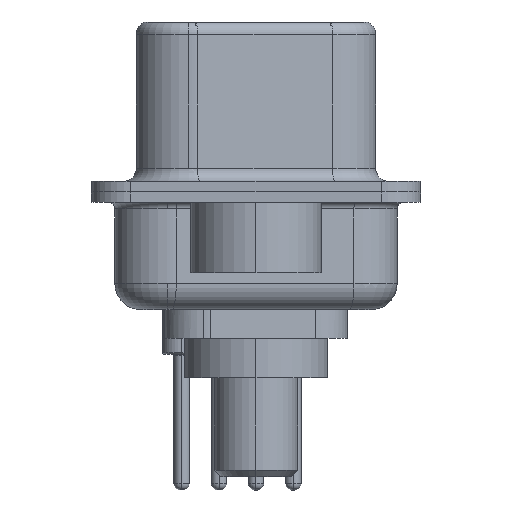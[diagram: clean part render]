
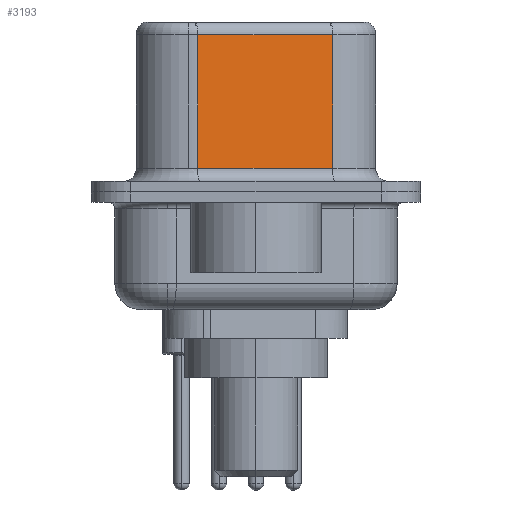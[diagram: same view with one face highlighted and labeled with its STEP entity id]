
A CAD part, left-side view. The second image highlights one B-rep face of the part: STEP entity #3193.
In plain terms, the highlighted planar face has unit normal (-0.985, -0.174, 0).
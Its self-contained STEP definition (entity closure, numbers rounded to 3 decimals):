
#64 = ORIENTED_EDGE ( 'NONE', *, *, #328, .F. ) ;
#262 = LINE ( 'NONE', #11088, #13778 ) ;
#286 = DIRECTION ( 'NONE',  ( -0.174, 0.985, 0. ) ) ;
#328 = EDGE_CURVE ( 'NONE', #19193, #2539, #7657, .T. ) ;
#1576 = DIRECTION ( 'NONE',  ( -0.174, 0.985, 0. ) ) ;
#2539 = VERTEX_POINT ( 'NONE', #4644 ) ;
#2906 = LINE ( 'NONE', #11375, #6960 ) ;
#3073 = CARTESIAN_POINT ( 'NONE',  ( 4.58, -2.927, 6.52 ) ) ;
#3193 = ADVANCED_FACE ( 'NONE', ( #4691 ), #19007, .F. ) ;
#4644 = CARTESIAN_POINT ( 'NONE',  ( 4.58, -2.927, 0.9 ) ) ;
#4691 = FACE_OUTER_BOUND ( 'NONE', #9391, .T. ) ;
#5194 = DIRECTION ( 'NONE',  ( 0.985, 0.174, 0. ) ) ;
#6960 = VECTOR ( 'NONE', #13149, 1000. ) ;
#7430 = DIRECTION ( 'NONE',  ( 0., 0., -1. ) ) ;
#7585 = DIRECTION ( 'NONE',  ( 0.174, -0.985, 0. ) ) ;
#7657 = LINE ( 'NONE', #3073, #11202 ) ;
#8886 = EDGE_CURVE ( 'NONE', #21918, #10673, #2906, .T. ) ;
#9391 = EDGE_LOOP ( 'NONE', ( #64, #11877, #14537, #14563 ) ) ;
#10673 = VERTEX_POINT ( 'NONE', #17293 ) ;
#10793 = CARTESIAN_POINT ( 'NONE',  ( 4.58, -2.927, 6.02 ) ) ;
#11011 = EDGE_CURVE ( 'NONE', #10673, #2539, #262, .T. ) ;
#11088 = CARTESIAN_POINT ( 'NONE',  ( 4.58, -2.927, 0.9 ) ) ;
#11133 = CARTESIAN_POINT ( 'NONE',  ( 3.67, 2.233, 6.02 ) ) ;
#11202 = VECTOR ( 'NONE', #7430, 1000. ) ;
#11375 = CARTESIAN_POINT ( 'NONE',  ( 3.67, 2.233, 6.52 ) ) ;
#11470 = CARTESIAN_POINT ( 'NONE',  ( 4.58, -2.927, 6.52 ) ) ;
#11877 = ORIENTED_EDGE ( 'NONE', *, *, #12175, .T. ) ;
#12175 = EDGE_CURVE ( 'NONE', #19193, #21918, #12921, .T. ) ;
#12921 = LINE ( 'NONE', #10793, #20865 ) ;
#13149 = DIRECTION ( 'NONE',  ( 0., 0., -1. ) ) ;
#13778 = VECTOR ( 'NONE', #7585, 1000. ) ;
#14537 = ORIENTED_EDGE ( 'NONE', *, *, #8886, .T. ) ;
#14563 = ORIENTED_EDGE ( 'NONE', *, *, #11011, .T. ) ;
#15393 = AXIS2_PLACEMENT_3D ( 'NONE', #11470, #5194, #1576 ) ;
#16724 = CARTESIAN_POINT ( 'NONE',  ( 4.58, -2.927, 6.02 ) ) ;
#17293 = CARTESIAN_POINT ( 'NONE',  ( 3.67, 2.233, 0.9 ) ) ;
#19007 = PLANE ( 'NONE',  #15393 ) ;
#19193 = VERTEX_POINT ( 'NONE', #16724 ) ;
#20865 = VECTOR ( 'NONE', #286, 1000. ) ;
#21918 = VERTEX_POINT ( 'NONE', #11133 ) ;
